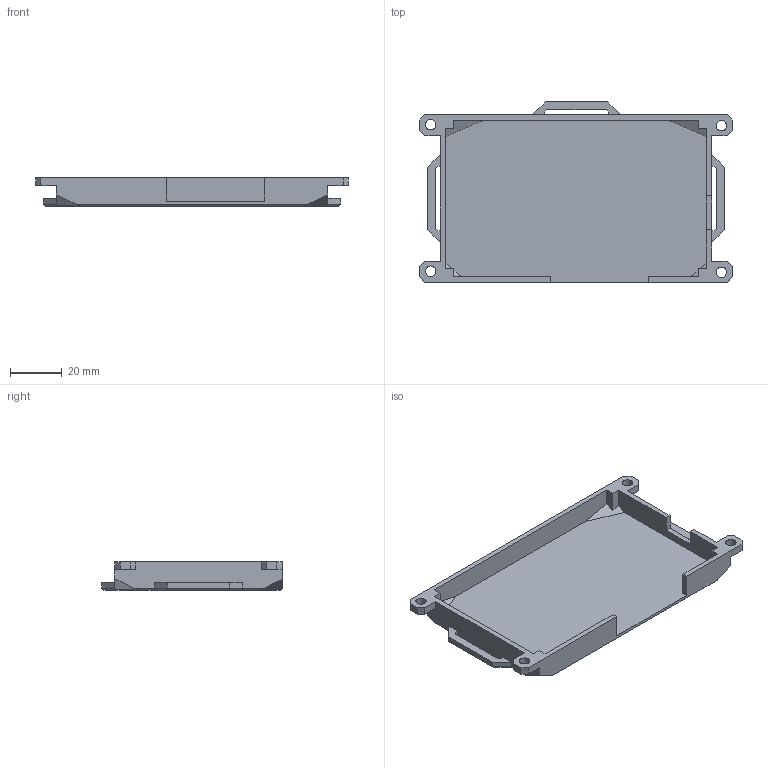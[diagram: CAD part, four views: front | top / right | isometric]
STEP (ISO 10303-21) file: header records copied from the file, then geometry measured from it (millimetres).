
FILE_DESCRIPTION(/* description */ (''),/* implementation_level */ '2;1');
FILE_NAME(/* name */ 'case_bot.step',/* time_stamp */ '2024-04-19T14:18:16+01:00',/* author */ (''),/* organization */ (''),/* preprocessor_version */ 'ST-DEVELOPER v20',/* originating_system */ 'Autodesk Translation Framework v12.20.1.177',/* authorisation */ '');
FILE_SCHEMA (('AUTOMOTIVE_DESIGN { 1 0 10303 214 3 1 1 }'));
Length unit declared in the file: millimetre
Products named in the file (1): Unbenannt
Bounding box: 120.4 x 69.4 x 11 mm (x, y, z)
Volume: 19886 mm3; surface area: 20641.2 mm2
Topology: 1 solids, 1 shells, 125 faces, 348 edges, 222 vertices
Faces by surface type: plane 121, cylinder 4
Full cylindrical faces by diameter (mm): 4 x4
Entity records: 3940 total; most frequent: ORIENTED_EDGE 696, CARTESIAN_POINT 696, DIRECTION 608, EDGE_CURVE 348, LINE 340, VECTOR 340, VERTEX_POINT 222, EDGE_LOOP 136
